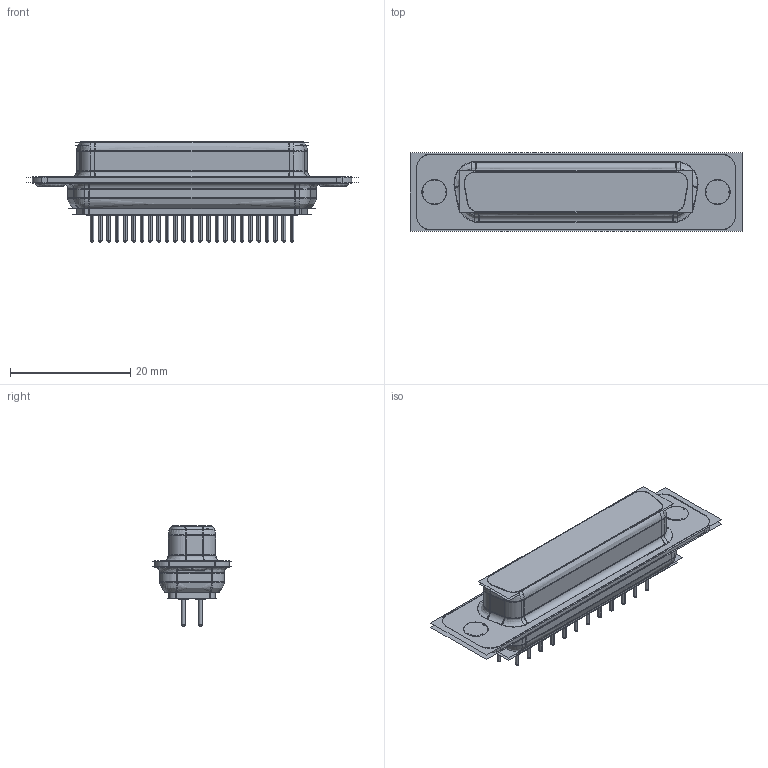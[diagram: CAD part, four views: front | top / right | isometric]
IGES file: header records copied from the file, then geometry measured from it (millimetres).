
Start section:  PTC IGES file: spc15439_asm.igs
Global section: file name: spc15439_asm.igs; native system: Pro/ENGINEER by Parametric Technology Corporation; preprocessor: 2009360; author: yang; organization: Unknown; date: 20150812.161710; units: millimetre
Bounding box: 55.12 x 13.05 x 16.67 mm (x, y, z)
Volume: 5149.4 mm3; surface area: 46056.7 mm2
Topology: 92 solids, 92 shells, 3516 faces, 16700 edges, 21055 vertices
Faces by surface type: revolution 2496, bspline 1020
